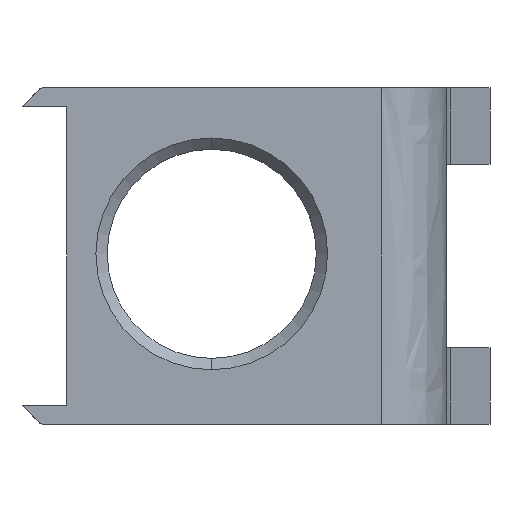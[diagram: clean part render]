
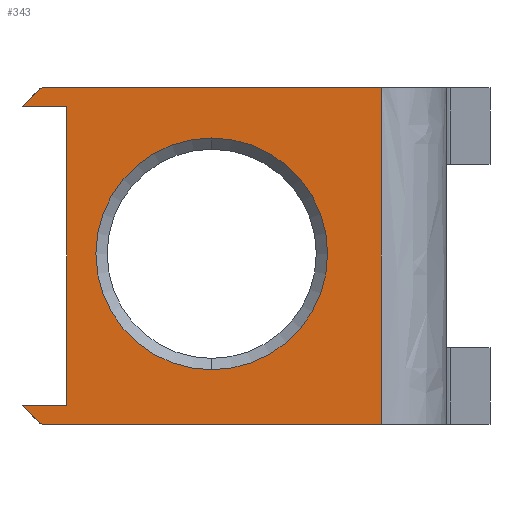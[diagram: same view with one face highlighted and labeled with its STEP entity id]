
A CAD part, front view. The second image highlights one B-rep face of the part: STEP entity #343.
In plain terms, the highlighted planar face has unit normal (0, -1, 0).
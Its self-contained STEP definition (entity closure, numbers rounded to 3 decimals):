
#15 = DIRECTION ( 'NONE',  ( 0., 0., -1. ) ) ;
#90 = EDGE_CURVE ( 'NONE', #7470, #954, #1689, .T. ) ;
#146 = DIRECTION ( 'NONE',  ( 0., 0., -1. ) ) ;
#183 = CIRCLE ( 'NONE', #4045, 21.5 ) ;
#343 = ADVANCED_FACE ( 'NONE', ( #2673, #6431 ), #1979, .T. ) ;
#471 = VERTEX_POINT ( 'NONE', #7753 ) ;
#474 = B_SPLINE_CURVE_WITH_KNOTS ( 'NONE', 3,
 ( #7325, #1632, #970, #6669 ),
 .UNSPECIFIED., .F., .F.,
 ( 4, 4 ),
 ( 0., 1. ),
 .UNSPECIFIED. ) ;
#493 = EDGE_CURVE ( 'NONE', #471, #2215, #1159, .T. ) ;
#661 = CARTESIAN_POINT ( 'NONE',  ( -41.5, -54.8, 57.4 ) ) ;
#700 = ORIENTED_EDGE ( 'NONE', *, *, #7587, .T. ) ;
#726 = DIRECTION ( 'NONE',  ( -1., 0., 0. ) ) ;
#751 = CARTESIAN_POINT ( 'NONE',  ( -49.805, -54.8, 57.4 ) ) ;
#767 = DIRECTION ( 'NONE',  ( 0., -1., 0. ) ) ;
#891 = DIRECTION ( 'NONE',  ( 0., 0., -1. ) ) ;
#898 = CARTESIAN_POINT ( 'NONE',  ( -46.598, -54.8, -1.207 ) ) ;
#954 = VERTEX_POINT ( 'NONE', #2441 ) ;
#970 = CARTESIAN_POINT ( 'NONE',  ( 16.895, -54.8, 40.1 ) ) ;
#1159 = CIRCLE ( 'NONE', #5774, 21.5 ) ;
#1191 = LINE ( 'NONE', #1781, #7162 ) ;
#1304 = VERTEX_POINT ( 'NONE', #5367 ) ;
#1439 = LINE ( 'NONE', #3972, #7042 ) ;
#1542 = VERTEX_POINT ( 'NONE', #751 ) ;
#1632 = CARTESIAN_POINT ( 'NONE',  ( 16.895, -54.8, 19.3 ) ) ;
#1649 = CIRCLE ( 'NONE', #7184, 1. ) ;
#1654 = DIRECTION ( 'NONE',  ( 0., -1., 0. ) ) ;
#1689 = CIRCLE ( 'NONE', #4726, 1. ) ;
#1781 = CARTESIAN_POINT ( 'NONE',  ( -50.005, -54.8, 2.2 ) ) ;
#1822 = AXIS2_PLACEMENT_3D ( 'NONE', #2631, #767, #146 ) ;
#1917 = LINE ( 'NONE', #2990, #7290 ) ;
#1939 = CARTESIAN_POINT ( 'NONE',  ( -46.598, -54.8, 60.607 ) ) ;
#1969 = CARTESIAN_POINT ( 'NONE',  ( -41.5, -54.8, 2. ) ) ;
#1979 = PLANE ( 'NONE',  #1822 ) ;
#2027 = DIRECTION ( 'NONE',  ( 1., 0., 0. ) ) ;
#2105 = EDGE_CURVE ( 'NONE', #1542, #3944, #7631, .T. ) ;
#2215 = VERTEX_POINT ( 'NONE', #6589 ) ;
#2329 = CARTESIAN_POINT ( 'NONE',  ( -49.805, -54.8, 2. ) ) ;
#2441 = CARTESIAN_POINT ( 'NONE',  ( -45.89, -54.8, -1.5 ) ) ;
#2551 = CARTESIAN_POINT ( 'NONE',  ( 20.7, -54.8, 60.9 ) ) ;
#2631 = CARTESIAN_POINT ( 'NONE',  ( 0., -54.8, 0. ) ) ;
#2664 = VECTOR ( 'NONE', #7126, 1000. ) ;
#2673 = FACE_BOUND ( 'NONE', #5026, .T. ) ;
#2685 = VERTEX_POINT ( 'NONE', #2329 ) ;
#2922 = DIRECTION ( 'NONE',  ( 0., 1., 0. ) ) ;
#2990 = CARTESIAN_POINT ( 'NONE',  ( -50.005, -54.8, 57.2 ) ) ;
#3027 = DIRECTION ( 'NONE',  ( -1., 0., 0. ) ) ;
#3109 = CARTESIAN_POINT ( 'NONE',  ( -33.4, -54.8, 2. ) ) ;
#3291 = ORIENTED_EDGE ( 'NONE', *, *, #493, .T. ) ;
#3547 = DIRECTION ( 'NONE',  ( 0., 0., -1. ) ) ;
#3587 = ORIENTED_EDGE ( 'NONE', *, *, #3812, .T. ) ;
#3618 = EDGE_CURVE ( 'NONE', #6466, #5591, #6877, .T. ) ;
#3619 = DIRECTION ( 'NONE',  ( -0.707, 0., -0.707 ) ) ;
#3654 = CARTESIAN_POINT ( 'NONE',  ( 16.895, -54.8, 60.9 ) ) ;
#3732 = EDGE_CURVE ( 'NONE', #1304, #6466, #474, .T. ) ;
#3812 = EDGE_CURVE ( 'NONE', #5954, #1542, #1917, .T. ) ;
#3833 = EDGE_CURVE ( 'NONE', #6255, #2685, #8017, .T. ) ;
#3896 = LINE ( 'NONE', #5156, #5984 ) ;
#3944 = VERTEX_POINT ( 'NONE', #661 ) ;
#3972 = CARTESIAN_POINT ( 'NONE',  ( -41.5, -54.8, 2.2 ) ) ;
#4010 = VECTOR ( 'NONE', #3027, 1000. ) ;
#4045 = AXIS2_PLACEMENT_3D ( 'NONE', #7493, #2922, #3547 ) ;
#4185 = EDGE_CURVE ( 'NONE', #2685, #7470, #1191, .T. ) ;
#4387 = ORIENTED_EDGE ( 'NONE', *, *, #4185, .T. ) ;
#4534 = CARTESIAN_POINT ( 'NONE',  ( -45.89, -54.8, 59.9 ) ) ;
#4726 = AXIS2_PLACEMENT_3D ( 'NONE', #4798, #1654, #4754 ) ;
#4754 = DIRECTION ( 'NONE',  ( 0., 0., -1. ) ) ;
#4756 = CARTESIAN_POINT ( 'NONE',  ( -45.89, -54.8, 60.9 ) ) ;
#4798 = CARTESIAN_POINT ( 'NONE',  ( -45.89, -54.8, -0.5 ) ) ;
#5026 = EDGE_LOOP ( 'NONE', ( #700, #3291 ) ) ;
#5156 = CARTESIAN_POINT ( 'NONE',  ( -37.3, -54.8, -1.5 ) ) ;
#5199 = DIRECTION ( 'NONE',  ( 0., 0., 1. ) ) ;
#5245 = ORIENTED_EDGE ( 'NONE', *, *, #3833, .T. ) ;
#5359 = EDGE_LOOP ( 'NONE', ( #7385, #5619, #7642, #8057, #3587, #7578, #6265, #5245, #4387, #7486 ) ) ;
#5367 = CARTESIAN_POINT ( 'NONE',  ( 16.895, -54.8, -1.5 ) ) ;
#5591 = VERTEX_POINT ( 'NONE', #4756 ) ;
#5612 = DIRECTION ( 'NONE',  ( 0.707, 0., -0.707 ) ) ;
#5619 = ORIENTED_EDGE ( 'NONE', *, *, #3732, .T. ) ;
#5675 = DIRECTION ( 'NONE',  ( 0., -1., 0. ) ) ;
#5774 = AXIS2_PLACEMENT_3D ( 'NONE', #5974, #6553, #891 ) ;
#5954 = VERTEX_POINT ( 'NONE', #1939 ) ;
#5974 = CARTESIAN_POINT ( 'NONE',  ( -14.6, -54.8, 30.1 ) ) ;
#5984 = VECTOR ( 'NONE', #2027, 1000. ) ;
#6255 = VERTEX_POINT ( 'NONE', #1969 ) ;
#6265 = ORIENTED_EDGE ( 'NONE', *, *, #7406, .F. ) ;
#6394 = CARTESIAN_POINT ( 'NONE',  ( -47.035, -54.8, 57.4 ) ) ;
#6431 = FACE_OUTER_BOUND ( 'NONE', #5359, .T. ) ;
#6466 = VERTEX_POINT ( 'NONE', #3654 ) ;
#6553 = DIRECTION ( 'NONE',  ( 0., 1., 0. ) ) ;
#6589 = CARTESIAN_POINT ( 'NONE',  ( -14.6, -54.8, 8.6 ) ) ;
#6669 = CARTESIAN_POINT ( 'NONE',  ( 16.895, -54.8, 60.9 ) ) ;
#6877 = LINE ( 'NONE', #2551, #6882 ) ;
#6882 = VECTOR ( 'NONE', #726, 1000. ) ;
#7042 = VECTOR ( 'NONE', #5199, 1000. ) ;
#7126 = DIRECTION ( 'NONE',  ( 1., 0., 0. ) ) ;
#7162 = VECTOR ( 'NONE', #5612, 1000. ) ;
#7184 = AXIS2_PLACEMENT_3D ( 'NONE', #4534, #5675, #15 ) ;
#7290 = VECTOR ( 'NONE', #3619, 1000. ) ;
#7325 = CARTESIAN_POINT ( 'NONE',  ( 16.895, -54.8, -1.5 ) ) ;
#7385 = ORIENTED_EDGE ( 'NONE', *, *, #7404, .T. ) ;
#7404 = EDGE_CURVE ( 'NONE', #954, #1304, #3896, .T. ) ;
#7406 = EDGE_CURVE ( 'NONE', #6255, #3944, #1439, .T. ) ;
#7470 = VERTEX_POINT ( 'NONE', #898 ) ;
#7486 = ORIENTED_EDGE ( 'NONE', *, *, #90, .T. ) ;
#7493 = CARTESIAN_POINT ( 'NONE',  ( -14.6, -54.8, 30.1 ) ) ;
#7578 = ORIENTED_EDGE ( 'NONE', *, *, #2105, .T. ) ;
#7587 = EDGE_CURVE ( 'NONE', #2215, #471, #183, .T. ) ;
#7631 = LINE ( 'NONE', #6394, #2664 ) ;
#7642 = ORIENTED_EDGE ( 'NONE', *, *, #3618, .T. ) ;
#7753 = CARTESIAN_POINT ( 'NONE',  ( -14.6, -54.8, 51.6 ) ) ;
#7822 = EDGE_CURVE ( 'NONE', #5591, #5954, #1649, .T. ) ;
#8017 = LINE ( 'NONE', #3109, #4010 ) ;
#8057 = ORIENTED_EDGE ( 'NONE', *, *, #7822, .T. ) ;
